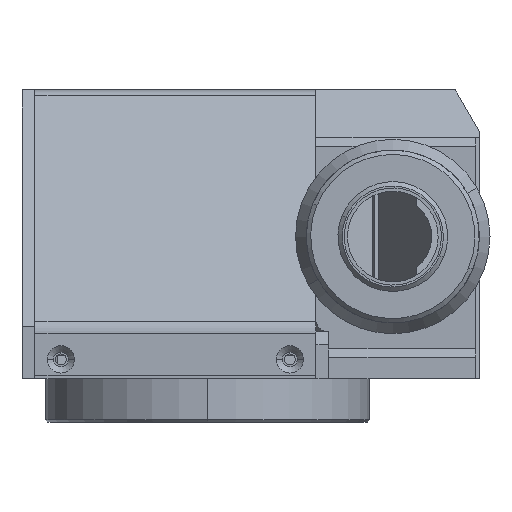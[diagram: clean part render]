
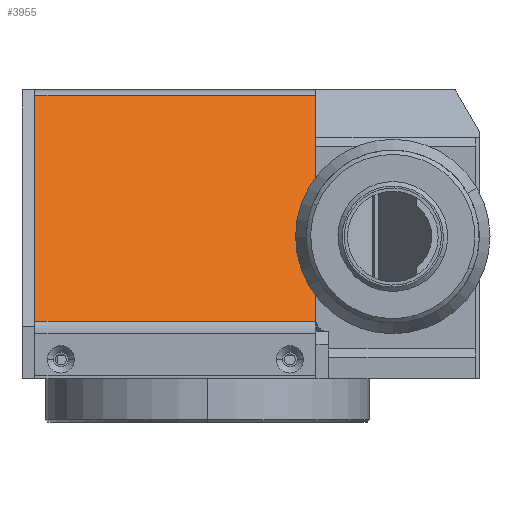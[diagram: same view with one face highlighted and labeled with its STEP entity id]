
A CAD part, left-side view. The second image highlights one B-rep face of the part: STEP entity #3955.
In plain terms, the highlighted planar face has unit normal (-0.707, 0, 0.707).
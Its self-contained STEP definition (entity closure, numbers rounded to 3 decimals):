
#162 = VERTEX_POINT ( 'NONE', #6566 ) ;
#649 = LINE ( 'NONE', #6871, #5041 ) ;
#2249 = VECTOR ( 'NONE', #8036, 1000. ) ;
#2296 = LINE ( 'NONE', #7016, #10178 ) ;
#3955 = ADVANCED_FACE ( 'NONE', ( #10820 ), #12104, .T. ) ;
#4955 = ORIENTED_EDGE ( 'NONE', *, *, #8972, .F. ) ;
#5041 = VECTOR ( 'NONE', #6861, 1000. ) ;
#5083 = ORIENTED_EDGE ( 'NONE', *, *, #8929, .F. ) ;
#5098 = ORIENTED_EDGE ( 'NONE', *, *, #9005, .F. ) ;
#5115 = ORIENTED_EDGE ( 'NONE', *, *, #8510, .F. ) ;
#5304 = AXIS2_PLACEMENT_3D ( 'NONE', #11928, #11913, #11911 ) ;
#5494 = LINE ( 'NONE', #8049, #2249 ) ;
#6566 = CARTESIAN_POINT ( 'NONE',  ( 18.581, 69., 32.828 ) ) ;
#6756 = DIRECTION ( 'NONE',  ( 0.707, 0., 0.707 ) ) ;
#6802 = CARTESIAN_POINT ( 'NONE',  ( -34.414, 69., -20.167 ) ) ;
#6861 = DIRECTION ( 'NONE',  ( -0.707, 0., -0.707 ) ) ;
#6871 = CARTESIAN_POINT ( 'NONE',  ( -34.414, 4., -20.167 ) ) ;
#6925 = DIRECTION ( 'NONE',  ( 0., -1., 0. ) ) ;
#7016 = CARTESIAN_POINT ( 'NONE',  ( 18.581, 104., 32.828 ) ) ;
#7361 = VERTEX_POINT ( 'NONE', #11276 ) ;
#7392 = VERTEX_POINT ( 'NONE', #10824 ) ;
#8036 = DIRECTION ( 'NONE',  ( 0., 1., 0. ) ) ;
#8049 = CARTESIAN_POINT ( 'NONE',  ( -33.828, 104., -19.581 ) ) ;
#8510 = EDGE_CURVE ( 'NONE', #7392, #7361, #5494, .T. ) ;
#8929 = EDGE_CURVE ( 'NONE', #162, #12901, #2296, .T. ) ;
#8972 = EDGE_CURVE ( 'NONE', #12901, #7392, #649, .T. ) ;
#9005 = EDGE_CURVE ( 'NONE', #7361, #162, #11279, .T. ) ;
#10178 = VECTOR ( 'NONE', #6925, 1000. ) ;
#10308 = VECTOR ( 'NONE', #6756, 1000. ) ;
#10820 = FACE_OUTER_BOUND ( 'NONE', #12303, .T. ) ;
#10824 = CARTESIAN_POINT ( 'NONE',  ( -33.828, 4., -19.581 ) ) ;
#11276 = CARTESIAN_POINT ( 'NONE',  ( -33.828, 69., -19.581 ) ) ;
#11279 = LINE ( 'NONE', #6802, #10308 ) ;
#11890 = CARTESIAN_POINT ( 'NONE',  ( 18.581, 4., 32.828 ) ) ;
#11911 = DIRECTION ( 'NONE',  ( 0.707, 0., 0.707 ) ) ;
#11913 = DIRECTION ( 'NONE',  ( -0.707, 0., 0.707 ) ) ;
#11928 = CARTESIAN_POINT ( 'NONE',  ( -34.414, 104., -20.167 ) ) ;
#12104 = PLANE ( 'NONE',  #5304 ) ;
#12303 = EDGE_LOOP ( 'NONE', ( #4955, #5083, #5098, #5115 ) ) ;
#12901 = VERTEX_POINT ( 'NONE', #11890 ) ;
